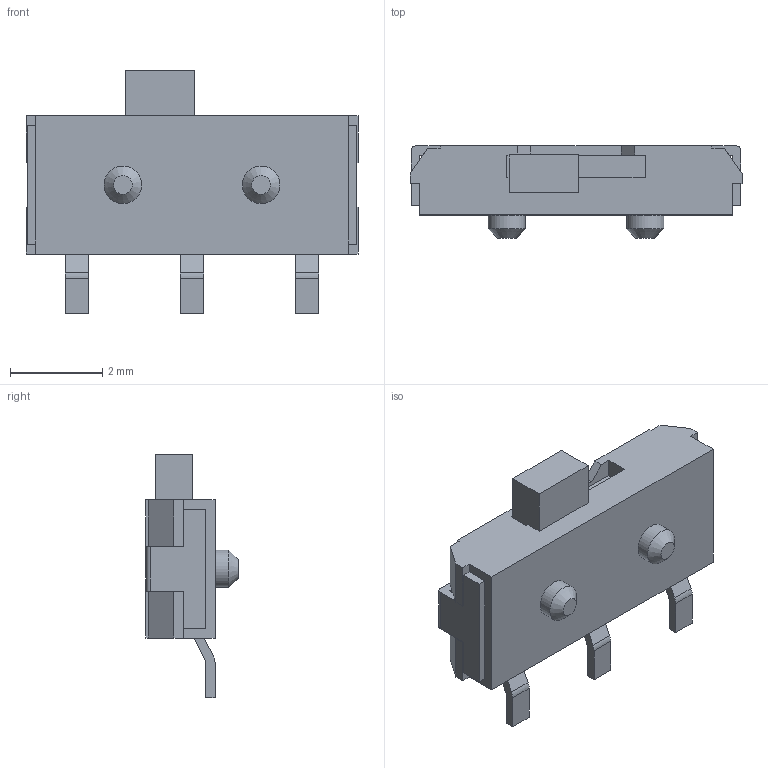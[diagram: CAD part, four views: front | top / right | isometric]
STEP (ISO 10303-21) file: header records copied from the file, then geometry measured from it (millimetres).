
FILE_DESCRIPTION(/* description */ ('STEP AP214','CAx-IF Rec.Pracs.---Representation and Presentation of Product Manufacturing Information (PMI)---4.0---2014-10-13'),/* implementation_level */ '2;1');
FILE_NAME(/* name */ 'AYZ0102AGRLC.step',/* time_stamp */ '2025-01-04T09:06:14+01:00',/* author */ (''),/* organization */ (''),/* preprocessor_version */ 'ST-DEVELOPER v20',/* originating_system */ 'Autodesk Translation Framework v13.20.0.188',/* authorisation */ '');
FILE_SCHEMA (('AP242_MANAGED_MODEL_BASED_3D_ENGINEERING_MIM_LF { 1 0 10303 442 1 1 4 }'));
Length unit declared in the file: inch
Products named in the file (2): AYZ0102AGRLC; AYZ0102AGRLC_PART1
Assembly tree (1 placements, depth 2):
  AYZ0102AGRLC
    AYZ0102AGRLC_PART1
Bounding box: 7.2 x 2 x 5.29 mm (x, y, z)
Volume: 33 mm3; surface area: 87.6 mm2
Topology: 1 solids, 1 shells, 95 faces, 274 edges, 180 vertices
Faces by surface type: plane 83, cylinder 10, cone 2
Full cylindrical faces by diameter (mm): 0.813 x2
Entity records: 3189 total; most frequent: CARTESIAN_POINT 552, ORIENTED_EDGE 548, DIRECTION 494, EDGE_CURVE 274, LINE 250, VECTOR 250, VERTEX_POINT 180, AXIS2_PLACEMENT_3D 122
